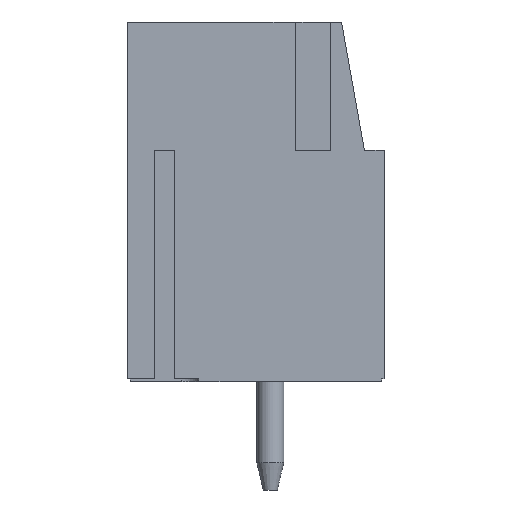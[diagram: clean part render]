
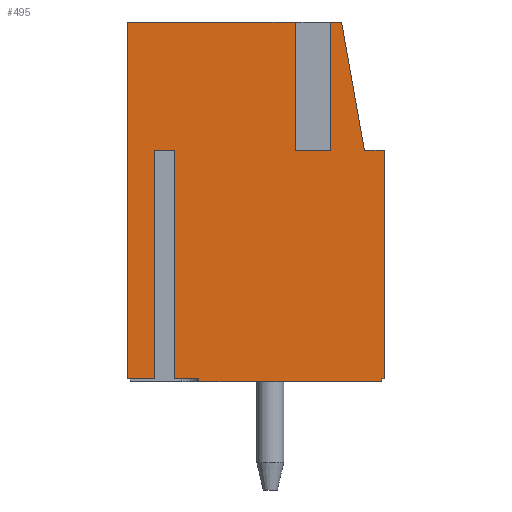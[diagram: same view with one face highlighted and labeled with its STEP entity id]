
A CAD part, left-side view. The second image highlights one B-rep face of the part: STEP entity #495.
In plain terms, the highlighted planar face has unit normal (-1, 0, 0).
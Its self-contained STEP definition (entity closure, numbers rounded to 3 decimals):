
#495 = ADVANCED_FACE( '', ( #1094 ), #1095, .F. );
#1094 = FACE_OUTER_BOUND( '', #1878, .T. );
#1095 = PLANE( '', #1879 );
#1878 = EDGE_LOOP( '', ( #2900, #2901, #2902, #2903, #2904, #2905, #2906, #2907, #2908, #2909, #2910, #2911, #2912, #2913, #2914, #2915, #2916, #2917 ) );
#1879 = AXIS2_PLACEMENT_3D( '', #2918, #2919, #2920 );
#2900 = ORIENTED_EDGE( '', *, *, #4847, .F. );
#2901 = ORIENTED_EDGE( '', *, *, #4848, .T. );
#2902 = ORIENTED_EDGE( '', *, *, #4849, .T. );
#2903 = ORIENTED_EDGE( '', *, *, #4850, .F. );
#2904 = ORIENTED_EDGE( '', *, *, #4851, .T. );
#2905 = ORIENTED_EDGE( '', *, *, #4852, .T. );
#2906 = ORIENTED_EDGE( '', *, *, #4853, .F. );
#2907 = ORIENTED_EDGE( '', *, *, #4854, .F. );
#2908 = ORIENTED_EDGE( '', *, *, #4855, .T. );
#2909 = ORIENTED_EDGE( '', *, *, #4856, .T. );
#2910 = ORIENTED_EDGE( '', *, *, #4857, .F. );
#2911 = ORIENTED_EDGE( '', *, *, #4858, .F. );
#2912 = ORIENTED_EDGE( '', *, *, #4859, .T. );
#2913 = ORIENTED_EDGE( '', *, *, #4860, .T. );
#2914 = ORIENTED_EDGE( '', *, *, #4861, .F. );
#2915 = ORIENTED_EDGE( '', *, *, #4862, .T. );
#2916 = ORIENTED_EDGE( '', *, *, #4863, .T. );
#2917 = ORIENTED_EDGE( '', *, *, #4864, .F. );
#2918 = CARTESIAN_POINT( '', ( -7.5, 5., 12.5 ) );
#2919 = DIRECTION( '', ( 1., 0., 0. ) );
#2920 = DIRECTION( '', ( 0., 0., -1. ) );
#4847 = EDGE_CURVE( '', #5841, #5842, #5843, .T. );
#4848 = EDGE_CURVE( '', #5841, #5844, #5845, .T. );
#4849 = EDGE_CURVE( '', #5844, #5846, #5847, .T. );
#4850 = EDGE_CURVE( '', #5848, #5846, #5849, .T. );
#4851 = EDGE_CURVE( '', #5848, #5850, #5851, .T. );
#4852 = EDGE_CURVE( '', #5850, #5852, #5853, .T. );
#4853 = EDGE_CURVE( '', #5854, #5852, #5855, .T. );
#4854 = EDGE_CURVE( '', #5856, #5854, #5857, .T. );
#4855 = EDGE_CURVE( '', #5856, #5858, #5859, .T. );
#4856 = EDGE_CURVE( '', #5858, #5860, #5861, .T. );
#4857 = EDGE_CURVE( '', #5862, #5860, #5863, .T. );
#4858 = EDGE_CURVE( '', #5864, #5862, #5865, .T. );
#4859 = EDGE_CURVE( '', #5864, #5866, #5867, .T. );
#4860 = EDGE_CURVE( '', #5866, #5868, #5869, .T. );
#4861 = EDGE_CURVE( '', #5870, #5868, #5871, .T. );
#4862 = EDGE_CURVE( '', #5870, #5872, #5873, .T. );
#4863 = EDGE_CURVE( '', #5872, #5874, #5875, .T. );
#4864 = EDGE_CURVE( '', #5842, #5874, #5876, .T. );
#5841 = VERTEX_POINT( '', #7190 );
#5842 = VERTEX_POINT( '', #7191 );
#5843 = LINE( '', #7192, #7193 );
#5844 = VERTEX_POINT( '', #7194 );
#5845 = LINE( '', #7195, #7196 );
#5846 = VERTEX_POINT( '', #7197 );
#5847 = LINE( '', #7198, #7199 );
#5848 = VERTEX_POINT( '', #7200 );
#5849 = LINE( '', #7201, #7202 );
#5850 = VERTEX_POINT( '', #7203 );
#5851 = LINE( '', #7204, #7205 );
#5852 = VERTEX_POINT( '', #7206 );
#5853 = LINE( '', #7207, #7208 );
#5854 = VERTEX_POINT( '', #7209 );
#5855 = LINE( '', #7210, #7211 );
#5856 = VERTEX_POINT( '', #7212 );
#5857 = LINE( '', #7213, #7214 );
#5858 = VERTEX_POINT( '', #7215 );
#5859 = LINE( '', #7216, #7217 );
#5860 = VERTEX_POINT( '', #7218 );
#5861 = LINE( '', #7219, #7220 );
#5862 = VERTEX_POINT( '', #7221 );
#5863 = LINE( '', #7222, #7223 );
#5864 = VERTEX_POINT( '', #7224 );
#5865 = LINE( '', #7225, #7226 );
#5866 = VERTEX_POINT( '', #7227 );
#5867 = LINE( '', #7228, #7229 );
#5868 = VERTEX_POINT( '', #7230 );
#5869 = LINE( '', #7231, #7232 );
#5870 = VERTEX_POINT( '', #7233 );
#5871 = LINE( '', #7234, #7235 );
#5872 = VERTEX_POINT( '', #7236 );
#5873 = LINE( '', #7237, #7238 );
#5874 = VERTEX_POINT( '', #7239 );
#5875 = LINE( '', #7240, #7241 );
#5876 = LINE( '', #7242, #7243 );
#7190 = CARTESIAN_POINT( '', ( -7.5, -1.85, 8. ) );
#7191 = CARTESIAN_POINT( '', ( -7.5, -1.85, 12.5 ) );
#7192 = CARTESIAN_POINT( '', ( -7.5, -1.85, 8. ) );
#7193 = VECTOR( '', #8612, 1000. );
#7194 = CARTESIAN_POINT( '', ( -7.5, -1.15, 8. ) );
#7195 = CARTESIAN_POINT( '', ( -7.5, -1.85, 8. ) );
#7196 = VECTOR( '', #8613, 1000. );
#7197 = CARTESIAN_POINT( '', ( -7.5, -1.15, 12.5 ) );
#7198 = CARTESIAN_POINT( '', ( -7.5, -1.15, 8. ) );
#7199 = VECTOR( '', #8614, 1000. );
#7200 = CARTESIAN_POINT( '', ( -7.5, 5., 12.5 ) );
#7201 = CARTESIAN_POINT( '', ( -7.5, 5., 12.5 ) );
#7202 = VECTOR( '', #8615, 1000. );
#7203 = CARTESIAN_POINT( '', ( -7.5, 5., 0. ) );
#7204 = CARTESIAN_POINT( '', ( -7.5, 5., 12.5 ) );
#7205 = VECTOR( '', #8616, 1000. );
#7206 = CARTESIAN_POINT( '', ( -7.5, 4.05, 0. ) );
#7207 = CARTESIAN_POINT( '', ( -7.5, 5., 0. ) );
#7208 = VECTOR( '', #8617, 1000. );
#7209 = CARTESIAN_POINT( '', ( -7.5, 4.05, 8. ) );
#7210 = CARTESIAN_POINT( '', ( -7.5, 4.05, 8. ) );
#7211 = VECTOR( '', #8618, 1000. );
#7212 = CARTESIAN_POINT( '', ( -7.5, 3.35, 8. ) );
#7213 = CARTESIAN_POINT( '', ( -7.5, 3.35, 8. ) );
#7214 = VECTOR( '', #8619, 1000. );
#7215 = CARTESIAN_POINT( '', ( -7.5, 3.35, 0. ) );
#7216 = CARTESIAN_POINT( '', ( -7.5, 3.35, 8. ) );
#7217 = VECTOR( '', #8620, 1000. );
#7218 = CARTESIAN_POINT( '', ( -7.5, 2.5, 0. ) );
#7219 = CARTESIAN_POINT( '', ( -7.5, 5., 0. ) );
#7220 = VECTOR( '', #8621, 1000. );
#7221 = CARTESIAN_POINT( '', ( -7.5, 2.5, -0.1 ) );
#7222 = CARTESIAN_POINT( '', ( -7.5, 2.5, -0.1 ) );
#7223 = VECTOR( '', #8622, 1000. );
#7224 = CARTESIAN_POINT( '', ( -7.5, -3.9, -0.1 ) );
#7225 = CARTESIAN_POINT( '', ( -7.5, -3.9, -0.1 ) );
#7226 = VECTOR( '', #8623, 1000. );
#7227 = CARTESIAN_POINT( '', ( -7.5, -3.9, 0. ) );
#7228 = CARTESIAN_POINT( '', ( -7.5, -3.9, -0.1 ) );
#7229 = VECTOR( '', #8624, 1000. );
#7230 = CARTESIAN_POINT( '', ( -7.5, -4., 0. ) );
#7231 = CARTESIAN_POINT( '', ( -7.5, 5., 0. ) );
#7232 = VECTOR( '', #8625, 1000. );
#7233 = CARTESIAN_POINT( '', ( -7.5, -4., 8. ) );
#7234 = CARTESIAN_POINT( '', ( -7.5, -4., 12.5 ) );
#7235 = VECTOR( '', #8626, 1000. );
#7236 = CARTESIAN_POINT( '', ( -7.5, -3.3, 8. ) );
#7237 = CARTESIAN_POINT( '', ( -7.5, 5., 8. ) );
#7238 = VECTOR( '', #8627, 1000. );
#7239 = CARTESIAN_POINT( '', ( -7.5, -2.5, 12.5 ) );
#7240 = CARTESIAN_POINT( '', ( -7.5, -2.27, 13.792 ) );
#7241 = VECTOR( '', #8628, 1000. );
#7242 = CARTESIAN_POINT( '', ( -7.5, 5., 12.5 ) );
#7243 = VECTOR( '', #8629, 1000. );
#8612 = DIRECTION( '', ( 0., 0., 1. ) );
#8613 = DIRECTION( '', ( 0., 1., 0. ) );
#8614 = DIRECTION( '', ( 0., 0., 1. ) );
#8615 = DIRECTION( '', ( 0., -1., 0. ) );
#8616 = DIRECTION( '', ( 0., 0., -1. ) );
#8617 = DIRECTION( '', ( 0., -1., 0. ) );
#8618 = DIRECTION( '', ( 0., 0., -1. ) );
#8619 = DIRECTION( '', ( 0., 1., 0. ) );
#8620 = DIRECTION( '', ( 0., 0., -1. ) );
#8621 = DIRECTION( '', ( 0., -1., 0. ) );
#8622 = DIRECTION( '', ( 0., 0., 1. ) );
#8623 = DIRECTION( '', ( 0., 1., 0. ) );
#8624 = DIRECTION( '', ( 0., 0., 1. ) );
#8625 = DIRECTION( '', ( 0., -1., 0. ) );
#8626 = DIRECTION( '', ( 0., 0., -1. ) );
#8627 = DIRECTION( '', ( 0., 1., 0. ) );
#8628 = DIRECTION( '', ( 0., 0.175, 0.985 ) );
#8629 = DIRECTION( '', ( 0., -1., 0. ) );
